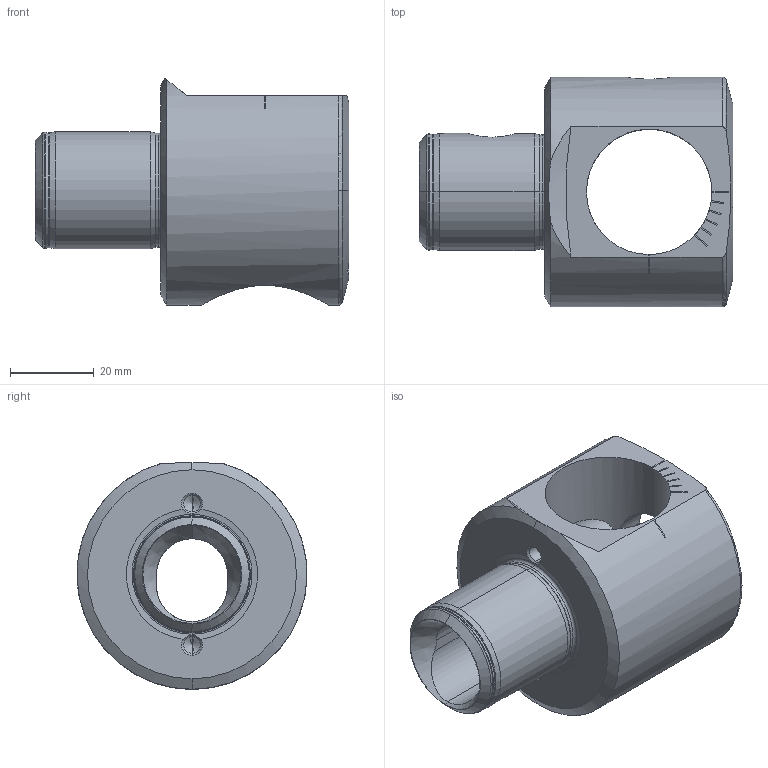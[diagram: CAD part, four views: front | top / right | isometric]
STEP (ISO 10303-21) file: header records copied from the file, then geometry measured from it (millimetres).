
FILE_DESCRIPTION (( 'STEP AP203' ), '1' );
FILE_NAME ('ST5-A55.K01.045.STEP', '2016-02-12T10:11:44', ( 'SWIAdmin' ), ( 'Hewlett-Packard Company' ), 'SwSTEP 2.0', 'SolidWorks 2015', '' );
FILE_SCHEMA (( 'CONFIG_CONTROL_DESIGN' ));
Length unit declared in the file: millimetre
Products named in the file (2): ST5-A55.K00.045_C; ST5-A55.K01.045
Assembly tree (1 placements, depth 2):
  ST5-A55.K01.045
    ST5-A55.K00.045_C
Bounding box: 75 x 55 x 54.18 mm (x, y, z)
Volume: 68392.7 mm3; surface area: 20129 mm2
Topology: 1 solids, 1 shells, 130 faces, 345 edges, 206 vertices
Faces by surface type: plane 42, cone 40, cylinder 31, torus 15, bspline 2
Entity records: 5447 total; most frequent: CARTESIAN_POINT 2068, ORIENTED_EDGE 678, DIRECTION 672, EDGE_CURVE 339, AXIS2_PLACEMENT_3D 253, VERTEX_POINT 206, LINE 166, VECTOR 166
